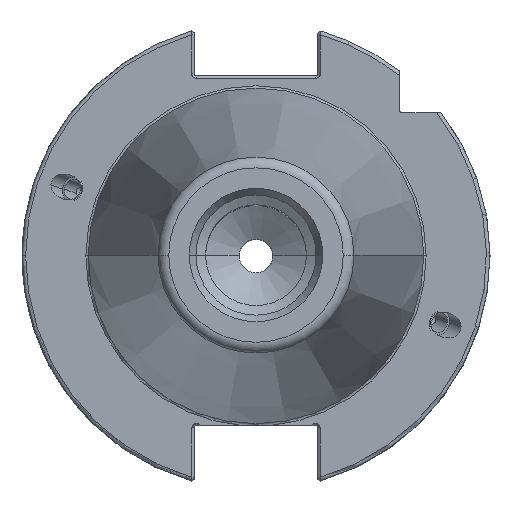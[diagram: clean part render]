
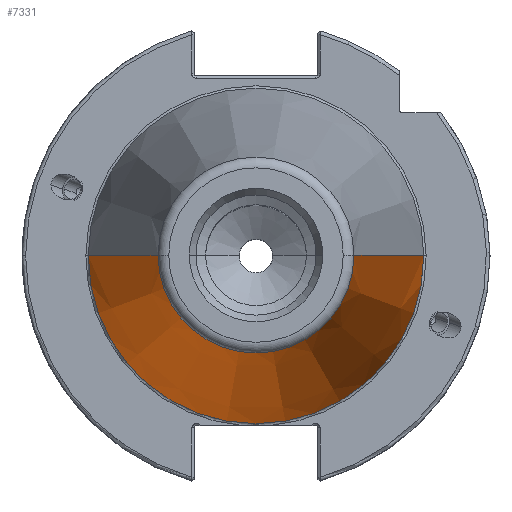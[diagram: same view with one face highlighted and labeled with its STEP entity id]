
A CAD part, top view. The second image highlights one B-rep face of the part: STEP entity #7331.
In plain terms, the highlighted conical face has half-angle 8.297 degrees and reference radius 20.108 mm.
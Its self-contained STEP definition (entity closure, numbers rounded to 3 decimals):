
#248 = DIRECTION ( 'NONE',  ( -1., 0., 0. ) ) ;
#380 = CARTESIAN_POINT ( 'NONE',  ( 34.925, 0., 0. ) ) ;
#485 = DIRECTION ( 'NONE',  ( -1., 0., 0. ) ) ;
#686 = VERTEX_POINT ( 'NONE', #3748 ) ;
#910 = CIRCLE ( 'NONE', #5533, 20.389 ) ;
#1598 = CARTESIAN_POINT ( 'NONE',  ( 20.108, 0., 101.6 ) ) ;
#1635 = DIRECTION ( 'NONE',  ( 0.144, 0., -0.99 ) ) ;
#1664 = CARTESIAN_POINT ( 'NONE',  ( 0., 0., 101.6 ) ) ;
#1999 = EDGE_CURVE ( 'NONE', #686, #7875, #910, .T. ) ;
#2042 = VERTEX_POINT ( 'NONE', #380 ) ;
#2131 = LINE ( 'NONE', #4132, #7335 ) ;
#2230 = FACE_OUTER_BOUND ( 'NONE', #5476, .T. ) ;
#3194 = ORIENTED_EDGE ( 'NONE', *, *, #8170, .F. ) ;
#3641 = ORIENTED_EDGE ( 'NONE', *, *, #4037, .T. ) ;
#3748 = CARTESIAN_POINT ( 'NONE',  ( 20.389, 0., 99.675 ) ) ;
#3890 = LINE ( 'NONE', #1598, #5271 ) ;
#4037 = EDGE_CURVE ( 'NONE', #7875, #6700, #2131, .T. ) ;
#4132 = CARTESIAN_POINT ( 'NONE',  ( -20.108, 0., 101.6 ) ) ;
#4176 = DIRECTION ( 'NONE',  ( -0.144, 0., -0.99 ) ) ;
#4199 = CARTESIAN_POINT ( 'NONE',  ( -34.925, 0., 0. ) ) ;
#4345 = AXIS2_PLACEMENT_3D ( 'NONE', #8602, #4701, #485 ) ;
#4406 = CIRCLE ( 'NONE', #4345, 34.925 ) ;
#4548 = EDGE_CURVE ( 'NONE', #686, #2042, #3890, .T. ) ;
#4701 = DIRECTION ( 'NONE',  ( 0., 0., -1. ) ) ;
#4731 = ORIENTED_EDGE ( 'NONE', *, *, #1999, .T. ) ;
#4840 = ORIENTED_EDGE ( 'NONE', *, *, #4548, .F. ) ;
#5054 = CONICAL_SURFACE ( 'NONE', #7396, 20.108, 0.145 ) ;
#5271 = VECTOR ( 'NONE', #1635, 1000. ) ;
#5476 = EDGE_LOOP ( 'NONE', ( #4840, #4731, #3641, #3194 ) ) ;
#5533 = AXIS2_PLACEMENT_3D ( 'NONE', #7914, #7926, #7939 ) ;
#6355 = CARTESIAN_POINT ( 'NONE',  ( -20.389, 0., 99.675 ) ) ;
#6465 = DIRECTION ( 'NONE',  ( 0., 0., -1. ) ) ;
#6700 = VERTEX_POINT ( 'NONE', #4199 ) ;
#7331 = ADVANCED_FACE ( 'NONE', ( #2230 ), #5054, .T. ) ;
#7335 = VECTOR ( 'NONE', #4176, 1000. ) ;
#7396 = AXIS2_PLACEMENT_3D ( 'NONE', #1664, #6465, #248 ) ;
#7875 = VERTEX_POINT ( 'NONE', #6355 ) ;
#7914 = CARTESIAN_POINT ( 'NONE',  ( 0., 0., 99.675 ) ) ;
#7926 = DIRECTION ( 'NONE',  ( 0., 0., -1. ) ) ;
#7939 = DIRECTION ( 'NONE',  ( 1., 0., 0. ) ) ;
#8170 = EDGE_CURVE ( 'NONE', #2042, #6700, #4406, .T. ) ;
#8602 = CARTESIAN_POINT ( 'NONE',  ( 0., 0., 0. ) ) ;
